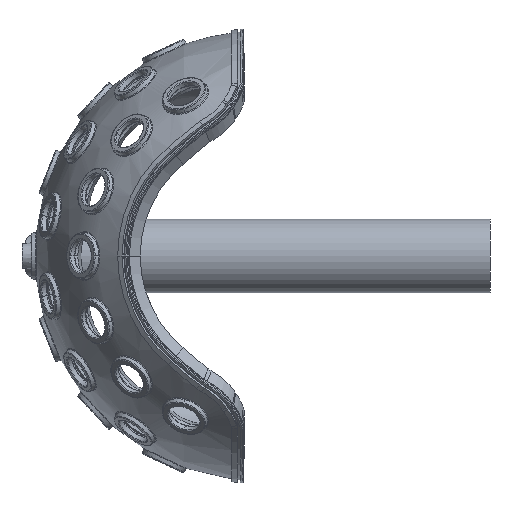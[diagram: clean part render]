
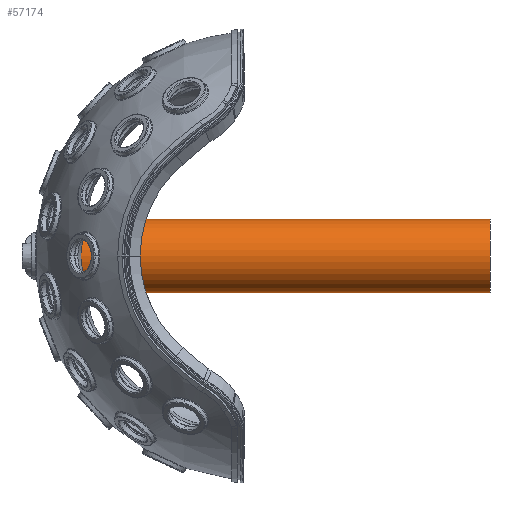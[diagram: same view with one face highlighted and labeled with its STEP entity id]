
A CAD part, front view. The second image highlights one B-rep face of the part: STEP entity #57174.
In plain terms, the highlighted cylindrical face has radius 19.752 mm (diameter 39.504 mm), a partial arc.
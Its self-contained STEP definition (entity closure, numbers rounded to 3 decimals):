
#942 = DIRECTION ( 'NONE',  ( 1., 0., 0. ) ) ;
#3458 = AXIS2_PLACEMENT_3D ( 'NONE', #54889, #42867, #36899 ) ;
#5149 = AXIS2_PLACEMENT_3D ( 'NONE', #35745, #942, #68083 ) ;
#10932 = VERTEX_POINT ( 'NONE', #60183 ) ;
#11190 = CARTESIAN_POINT ( 'NONE',  ( 122.162, 0., 19.752 ) ) ;
#16342 = ORIENTED_EDGE ( 'NONE', *, *, #77555, .F. ) ;
#21437 = CARTESIAN_POINT ( 'NONE',  ( 351.949, 0., 0. ) ) ;
#21541 = ORIENTED_EDGE ( 'NONE', *, *, #61349, .T. ) ;
#25391 = CARTESIAN_POINT ( 'NONE',  ( 351.949, 0., 19.752 ) ) ;
#26647 = VECTOR ( 'NONE', #62150, 1000. ) ;
#27057 = CYLINDRICAL_SURFACE ( 'NONE', #38077, 19.752 ) ;
#29083 = EDGE_LOOP ( 'NONE', ( #40552, #16342, #63771, #21541 ) ) ;
#33803 = FACE_OUTER_BOUND ( 'NONE', #29083, .T. ) ;
#35443 = EDGE_CURVE ( 'NONE', #60508, #10932, #62051, .T. ) ;
#35745 = CARTESIAN_POINT ( 'NONE',  ( 122.162, 0., 0. ) ) ;
#36899 = DIRECTION ( 'NONE',  ( 0., 0., -1. ) ) ;
#37758 = LINE ( 'NONE', #25391, #26647 ) ;
#38077 = AXIS2_PLACEMENT_3D ( 'NONE', #21437, #74601, #57816 ) ;
#40390 = CARTESIAN_POINT ( 'NONE',  ( 351.949, 0., 19.752 ) ) ;
#40552 = ORIENTED_EDGE ( 'NONE', *, *, #35443, .F. ) ;
#42201 = EDGE_CURVE ( 'NONE', #75722, #56484, #37758, .T. ) ;
#42867 = DIRECTION ( 'NONE',  ( 1., 0., 0. ) ) ;
#44049 = CARTESIAN_POINT ( 'NONE',  ( 351.949, 0., -19.752 ) ) ;
#47885 = VECTOR ( 'NONE', #50445, 1000. ) ;
#50445 = DIRECTION ( 'NONE',  ( -1., 0., 0. ) ) ;
#54889 = CARTESIAN_POINT ( 'NONE',  ( 351.949, 0., 0. ) ) ;
#56484 = VERTEX_POINT ( 'NONE', #11190 ) ;
#57174 = ADVANCED_FACE ( 'NONE', ( #33803 ), #27057, .T. ) ;
#57816 = DIRECTION ( 'NONE',  ( 0., 0., 1. ) ) ;
#60183 = CARTESIAN_POINT ( 'NONE',  ( 122.162, 0., -19.752 ) ) ;
#60508 = VERTEX_POINT ( 'NONE', #64145 ) ;
#61349 = EDGE_CURVE ( 'NONE', #56484, #10932, #67663, .T. ) ;
#62051 = LINE ( 'NONE', #44049, #47885 ) ;
#62150 = DIRECTION ( 'NONE',  ( -1., 0., 0. ) ) ;
#63771 = ORIENTED_EDGE ( 'NONE', *, *, #42201, .T. ) ;
#64145 = CARTESIAN_POINT ( 'NONE',  ( 351.949, 0., -19.752 ) ) ;
#67663 = CIRCLE ( 'NONE', #5149, 19.752 ) ;
#68083 = DIRECTION ( 'NONE',  ( 0., 0., -1. ) ) ;
#74601 = DIRECTION ( 'NONE',  ( -1., 0., 0. ) ) ;
#74950 = CIRCLE ( 'NONE', #3458, 19.752 ) ;
#75722 = VERTEX_POINT ( 'NONE', #40390 ) ;
#77555 = EDGE_CURVE ( 'NONE', #75722, #60508, #74950, .T. ) ;
